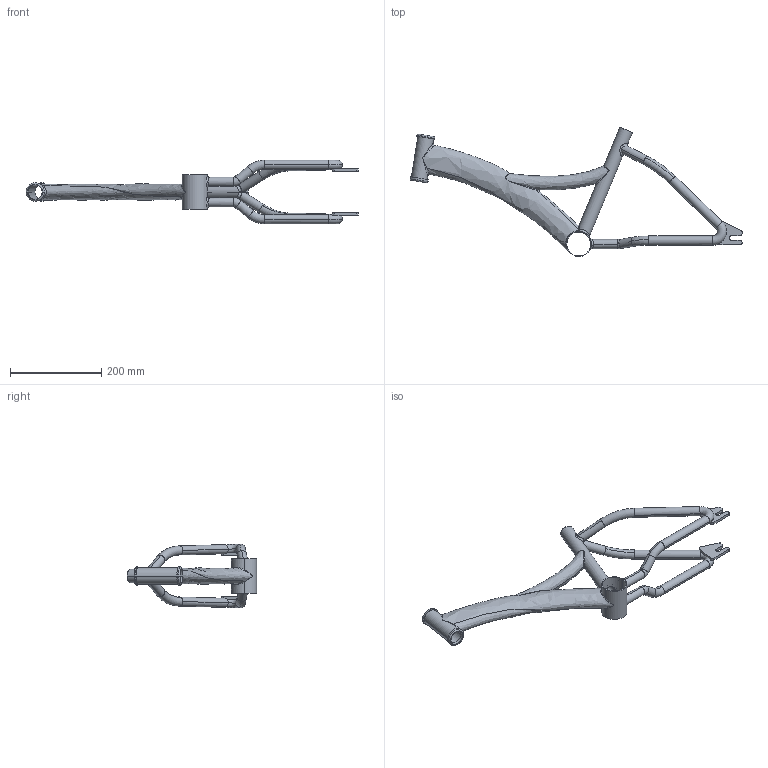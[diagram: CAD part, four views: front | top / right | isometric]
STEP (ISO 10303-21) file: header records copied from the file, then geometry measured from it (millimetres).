
FILE_DESCRIPTION (( 'STEP AP203' ), '1' );
FILE_NAME ('frame.STEP', '2020-11-25T17:04:23', ( '' ), ( '' ), 'SwSTEP 2.0', 'SolidWorks 2019', '' );
FILE_SCHEMA (( 'CONFIG_CONTROL_DESIGN' ));
Length unit declared in the file: millimetre
Products named in the file (1): frame
Bounding box: 725.75 x 282.62 x 139.06 mm (x, y, z)
Volume: 1195356 mm3; surface area: 242243.2 mm2
Topology: 4 solids, 4 shells, 122 faces, 343 edges, 218 vertices
Faces by surface type: cylinder 52, plane 26, bspline 24, torus 20
Entity records: 10322 total; most frequent: CARTESIAN_POINT 7210, ORIENTED_EDGE 674, DIRECTION 620, EDGE_CURVE 337, AXIS2_PLACEMENT_3D 261, VERTEX_POINT 218, CIRCLE 162, EDGE_LOOP 131
